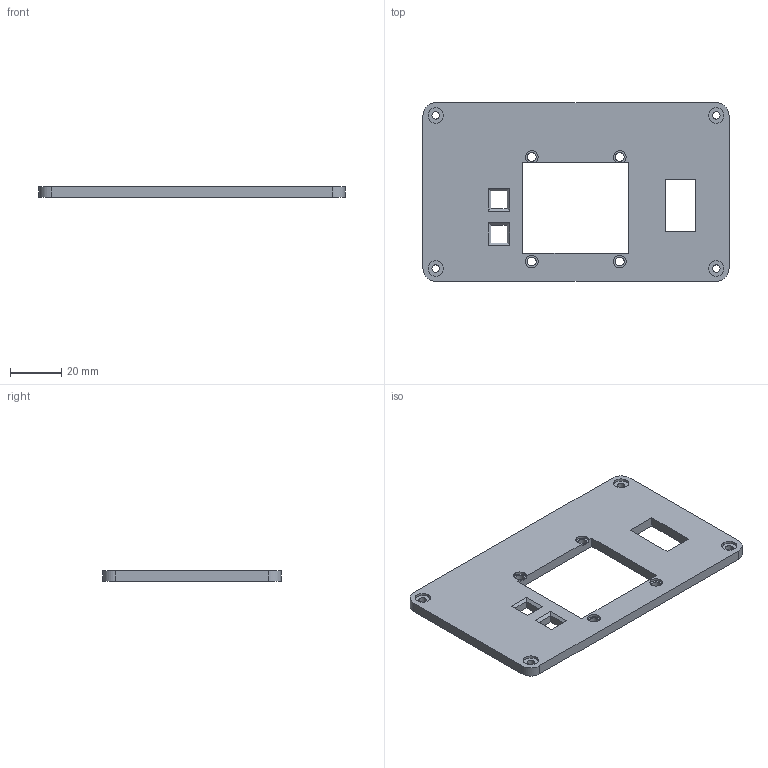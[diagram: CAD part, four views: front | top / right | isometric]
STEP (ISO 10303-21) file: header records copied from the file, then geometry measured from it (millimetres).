
FILE_DESCRIPTION(/* description */ ('','CAx-IF Rec.Pracs.---Representation and Presentation of Product Manufacturing Information (PMI)---4.0---2014-10-13'),/* implementation_level */ '2;1');
FILE_NAME(/* name */ 'Lid.step',/* time_stamp */ '2025-04-07T09:32:16+03:00',/* author */ (''),/* organization */ (''),/* preprocessor_version */ 'ST-DEVELOPER v20',/* originating_system */ 'Autodesk Translation Framework v13.20.0.188',/* authorisation */ '');
FILE_SCHEMA (('AP242_MANAGED_MODEL_BASED_3D_ENGINEERING_MIM_LF { 1 0 10303 442 1 1 4 }'));
Length unit declared in the file: millimetre
Products named in the file (1): Lid
Bounding box: 120 x 70 x 4 mm (x, y, z)
Volume: 25828.6 mm3; surface area: 15907.6 mm2
Topology: 1 solids, 1 shells, 58 faces, 142 edges, 92 vertices
Faces by surface type: plane 38, cylinder 20
Full cylindrical faces by diameter (mm): 2.93 x4, 3.4 x4, 5 x2, 6 x4
Entity records: 1783 total; most frequent: DIRECTION 300, CARTESIAN_POINT 293, ORIENTED_EDGE 284, EDGE_CURVE 142, LINE 102, VECTOR 102, AXIS2_PLACEMENT_3D 99, VERTEX_POINT 92
